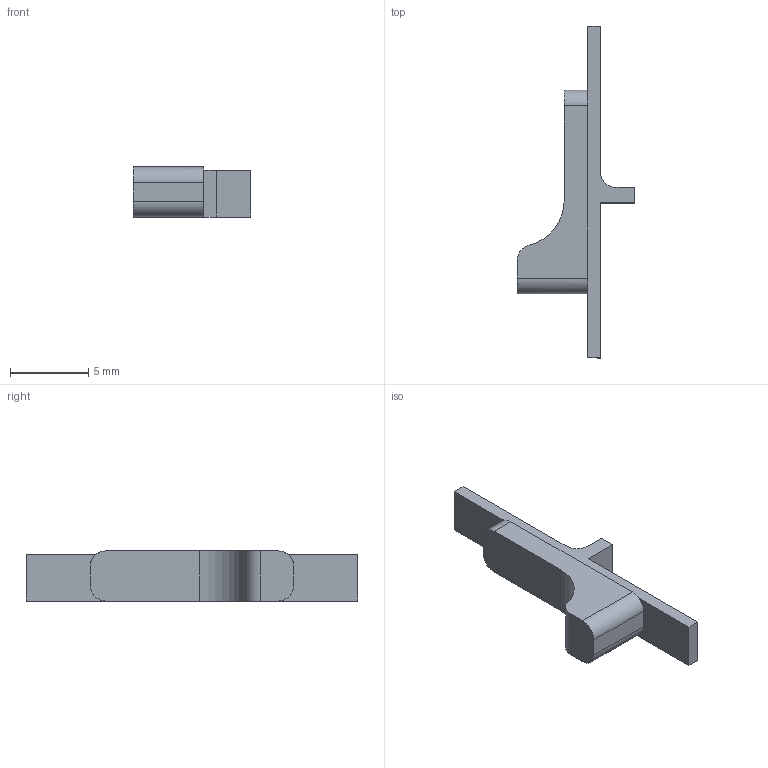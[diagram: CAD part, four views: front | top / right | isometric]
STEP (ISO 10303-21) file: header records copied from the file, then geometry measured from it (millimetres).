
FILE_DESCRIPTION (( 'STEP AP203' ), '1' );
FILE_NAME ('switch.STEP', '2016-05-14T09:53:21', ( '' ), ( '' ), 'SwSTEP 2.0', 'SolidWorks 2016', '' );
FILE_SCHEMA (( 'CONFIG_CONTROL_DESIGN' ));
Length unit declared in the file: millimetre
Products named in the file (1): switch
Bounding box: 7.5 x 21.2 x 3.2 mm (x, y, z)
Volume: 152.5 mm3; surface area: 266.5 mm2
Topology: 1 solids, 1 shells, 24 faces, 64 edges, 42 vertices
Faces by surface type: plane 17, cylinder 7
Entity records: 825 total; most frequent: CARTESIAN_POINT 131, DIRECTION 130, ORIENTED_EDGE 128, EDGE_CURVE 64, VECTOR 48, LINE 48, VERTEX_POINT 42, AXIS2_PLACEMENT_3D 41
